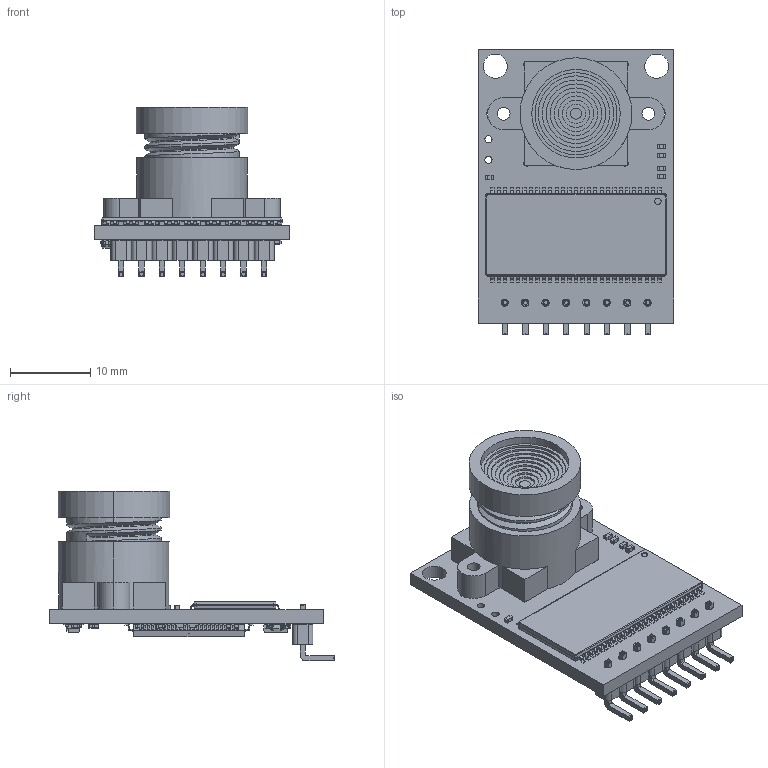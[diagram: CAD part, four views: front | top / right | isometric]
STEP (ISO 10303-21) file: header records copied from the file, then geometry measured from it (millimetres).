
FILE_DESCRIPTION(('Open CASCADE Model'),'2;1');
FILE_NAME('Open CASCADE Shape Model','2020-04-10T11:08:27',('Author'),( 'Open CASCADE'),'Open CASCADE STEP processor 6.8','Open CASCADE 6.8' ,'Unknown');
FILE_SCHEMA(('AUTOMOTIVE_DESIGN { 1 0 10303 214 1 1 1 1 }'));
Length unit declared in the file: millimetre
Products named in the file (91): PCB; Board; U2; 825681488; SW3dPS-TQFP100-1_Board7; SW3dPS-TQFP100-1_Free-Models4; SW3dPS-TQFP100-1_PIN1; SW3dPS-TQFP100-1_Free-Models5; SW3dPS-TQFP100-1_455334353; SW3dPS-TQFP100-1_Extruded5; SW3dPS-TQFP100-1_Board4; SW3dPS-TQFP100-1_455101185; SW3dPS-TQFP100-1_Cylinder1; SW3dPS-TQFP100-1_BODY1-3; SW3dPS-TQFP100-1_Free-Models6; SW3dPS-TQFP100-1_BODY2; SW3dPS-TQFP100-1_Board6; SW3dPS-TQFP100-1_Free-Models7; 455332945; Extruded3; SW3dPS-TQFP100-1_455334993; SW3dPS-TQFP100-1_Extruded4; SW3dPS-TQFP100-1_Board5; C1; 825681360; User_Library-CAPC_0402_CAPC_0402_Lead_1; User_Library-CAPC_0402_CAPC_0402_Body_1; C3; 825681232; RN1; 981514096; User_Library-Array-1206-4Way-Var1_Anschl_X_FCsse_1; User_Library-Array-1206-4Way-Var1_K_X_F6rper_1; User_Library-Array-1206-4Way-Var1_Deckel_1; User_Library-Array-1206-4Way-Var1_Beschriftung_1; RN3; 825682384; RN2; D3; 825681744 ...
Assembly tree (223 placements, depth 10):
  PCB
    Board
    U2
      825681488
        SW3dPS-TQFP100-1_Board7
        SW3dPS-TQFP100-1_Free-Models4
          SW3dPS-TQFP100-1_PIN1  x100
            SW3dPS-TQFP100-1_Free-Models5
              SW3dPS-TQFP100-1_455334353
                SW3dPS-TQFP100-1_Extruded5
            SW3dPS-TQFP100-1_Board4
          SW3dPS-TQFP100-1_455101185
            SW3dPS-TQFP100-1_Cylinder1
          SW3dPS-TQFP100-1_BODY1-3  x2
            SW3dPS-TQFP100-1_Free-Models6
              SW3dPS-TQFP100-1_BODY2  x4
                SW3dPS-TQFP100-1_Board6
                SW3dPS-TQFP100-1_Free-Models7
                  455332945
              SW3dPS-TQFP100-1_455334993
                SW3dPS-TQFP100-1_Extruded4
            SW3dPS-TQFP100-1_Board5
    C1
      825681360
        User_Library-CAPC_0402_CAPC_0402_Lead_1  x2
        User_Library-CAPC_0402_CAPC_0402_Body_1
    C3
      825681232
        User_Library-CAPC_0402_CAPC_0402_Lead_1  x2
        User_Library-CAPC_0402_CAPC_0402_Body_1
    RN1
      981514096
        User_Library-Array-1206-4Way-Var1_Anschl_X_FCsse_1
        User_Library-Array-1206-4Way-Var1_K_X_F6rper_1
        User_Library-Array-1206-4Way-Var1_Deckel_1
        User_Library-Array-1206-4Way-Var1_Beschriftung_1
    RN3
      825682384
        User_Library-Array-1206-4Way-Var1_Anschl_X_FCsse_1
        User_Library-Array-1206-4Way-Var1_K_X_F6rper_1
        User_Library-Array-1206-4Way-Var1_Deckel_1
        User_Library-Array-1206-4Way-Var1_Beschriftung_1
    RN2
      981514096
        User_Library-Array-1206-4Way-Var1_Anschl_X_FCsse_1
        User_Library-Array-1206-4Way-Var1_K_X_F6rper_1
        User_Library-Array-1206-4Way-Var1_Deckel_1
        User_Library-Array-1206-4Way-Var1_Beschriftung_1
    D3
      825681744
    C11
      825680464
        User_Library-CAPC_0402_CAPC_0402_Lead_1  x2
        User_Library-CAPC_0402_CAPC_0402_Body_1
    C9
      825681104
        User_Library-CAPC_0402_CAPC_0402_Lead_1  x2
        User_Library-CAPC_0402_CAPC_0402_Body_1
    C8
      825681104
Bounding box: 24.33 x 35.54 x 21.12 mm (x, y, z)
Volume: 1822.7 mm3; surface area: 6177.4 mm2
Topology: 373 solids, 375 shells, 6216 faces, 15938 edges, 10565 vertices
Faces by surface type: plane 4965, cylinder 648, bspline 564, cone 14, extrusion 9, torus 8, sphere 8
Full cylindrical faces by diameter (mm): 0.6 x6, 0.69 x3, 0.7 x1, 0.9 x10, 3 x2
Entity records: 245531 total; most frequent: CARTESIAN_POINT 123253, DIRECTION 18026, ORIENTED_EDGE 12058, PCURVE 12058, DEFINITIONAL_REPRESENTATION 12058, VECTOR 11466, LINE 11457, EDGE_CURVE 6030
